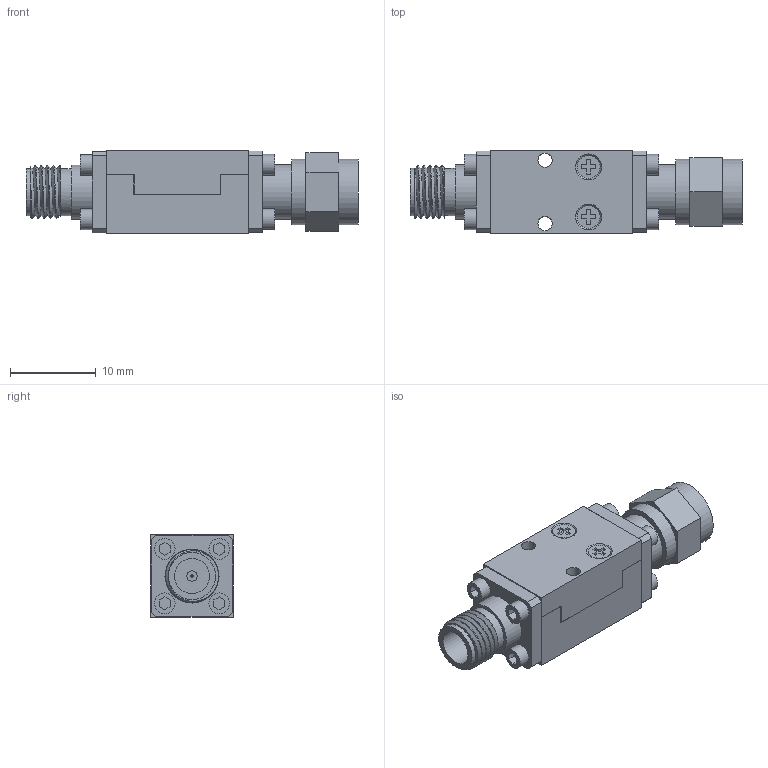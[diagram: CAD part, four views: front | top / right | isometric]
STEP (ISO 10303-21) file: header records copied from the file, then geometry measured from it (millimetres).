
FILE_DESCRIPTION(/* description */ (''),/* implementation_level */ '2;1');
FILE_NAME(/* name */ 'Small_filter_Assembly_NoDetail_2-6-2022 v2.step',/* time_stamp */ '2022-02-06T13:58:32-08:00',/* author */ (''),/* organization */ (''),/* preprocessor_version */ 'ST-DEVELOPER v18.1',/* originating_system */ 'Autodesk Translation Framework v10.13.0.1454',/* authorisation */ '');
FILE_SCHEMA (('AUTOMOTIVE_DESIGN { 1 0 10303 214 3 1 1 }'));
Length unit declared in the file: inch
Products named in the file (8): Small_filter_Assembly_NoDetail_2-6-2022; 4 Hole Connector Male; 4 Hole Connector Female; Pin; Small_filter_Top_NoDetail_2-7-2022; Small_filter_Bottom_NoDetail_2-6-2022; 0-80 FlatHead_16th v1; 0-80 SHCS Screw Head v1
Assembly tree (15 placements, depth 2):
  Small_filter_Assembly_NoDetail_2-6-2022
    4 Hole Connector Male
    4 Hole Connector Female
    Pin
    Small_filter_Top_NoDetail_2-7-2022
    Small_filter_Bottom_NoDetail_2-6-2022
    0-80 FlatHead_16th v1  x2
    0-80 SHCS Screw Head v1  x8
Bounding box: 38.71 x 9.65 x 9.66 mm (x, y, z)
Volume: 2102.6 mm3; surface area: 3093.4 mm2
Topology: 15 solids, 15 shells, 248 faces, 561 edges, 368 vertices
Faces by surface type: plane 167, cylinder 62, cone 15, bspline 2, torus 2
Full cylindrical faces by diameter (mm): 0.178 x1, 0.254 x2, 0.305 x1, 0.991 x1, 1.18 x4, 1.194 x2, 1.227 x1, 1.245 x6, 1.397 x2, 1.651 x4, 1.702 x8, 1.778 x2, 1.783 x2, 1.943 x1, 2.413 x8, 4.089 x2, 4.572 x2, 5.489 x2, 6.187 x4, 6.299 x1, 6.325 x2, 7.62 x2
Entity records: 5634 total; most frequent: CARTESIAN_POINT 1602, DIRECTION 806, ORIENTED_EDGE 714, EDGE_CURVE 357, AXIS2_PLACEMENT_3D 286, VERTEX_POINT 239, LINE 234, VECTOR 234
